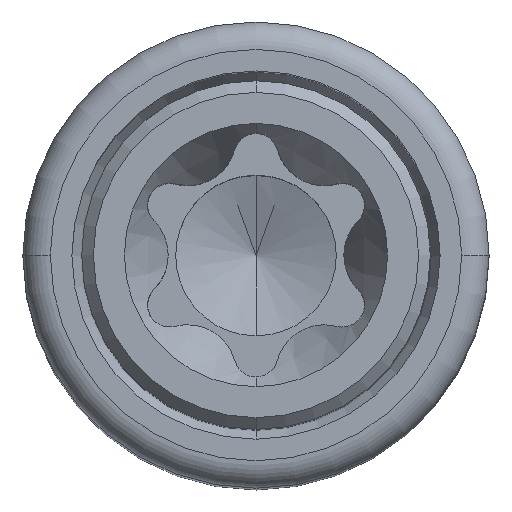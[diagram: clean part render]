
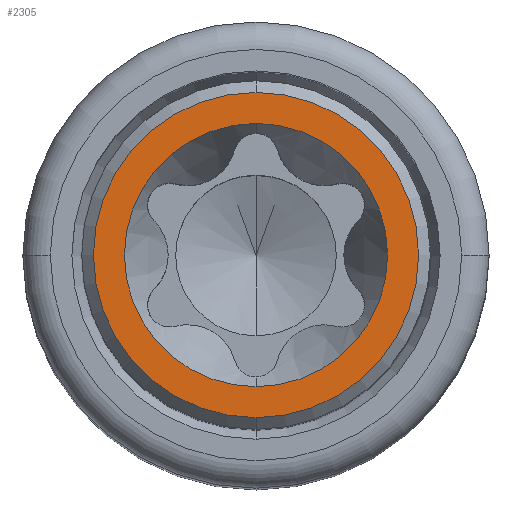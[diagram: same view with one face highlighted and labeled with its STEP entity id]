
A CAD part, top view. The second image highlights one B-rep face of the part: STEP entity #2305.
In plain terms, the highlighted planar face has unit normal (0, 0, 1).
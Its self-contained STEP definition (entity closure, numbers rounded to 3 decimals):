
#886=CARTESIAN_POINT('',(0.,0.,100.));
#887=DIRECTION('',(0.,0.,-1.));
#888=DIRECTION('',(0.,1.,0.));
#889=AXIS2_PLACEMENT_3D('',#886,#887,#888);
#891=CARTESIAN_POINT('',(0.,0.,100.));
#892=DIRECTION('',(0.,0.,-1.));
#893=DIRECTION('',(0.,-1.,0.));
#894=AXIS2_PLACEMENT_3D('',#891,#892,#893);
#896=CARTESIAN_POINT('',(0.,0.,100.));
#897=DIRECTION('',(0.,0.,1.));
#898=DIRECTION('',(0.,-1.,0.));
#899=AXIS2_PLACEMENT_3D('',#896,#897,#898);
#901=CARTESIAN_POINT('',(0.,0.,100.));
#902=DIRECTION('',(0.,0.,1.));
#903=DIRECTION('',(0.,1.,0.));
#904=AXIS2_PLACEMENT_3D('',#901,#902,#903);
#1246=CARTESIAN_POINT('',(0.,3.36,100.));
#1247=CARTESIAN_POINT('',(0.,-3.36,100.));
#1248=VERTEX_POINT('',#1246);
#1249=VERTEX_POINT('',#1247);
#1254=CARTESIAN_POINT('',(0.,-4.15,100.));
#1255=CARTESIAN_POINT('',(0.,4.15,100.));
#1256=VERTEX_POINT('',#1254);
#1257=VERTEX_POINT('',#1255);
#2289=CARTESIAN_POINT('',(0.,0.,100.));
#2290=DIRECTION('',(0.,0.,1.));
#2291=DIRECTION('',(0.,1.,0.));
#2292=AXIS2_PLACEMENT_3D('',#2289,#2290,#2291);
#2293=PLANE('',#2292);
#2295=ORIENTED_EDGE('',*,*,#2294,.F.);
#2296=ORIENTED_EDGE('',*,*,#2279,.F.);
#2297=EDGE_LOOP('',(#2295,#2296));
#2298=FACE_OUTER_BOUND('',#2297,.F.);
#2300=ORIENTED_EDGE('',*,*,#2299,.F.);
#2302=ORIENTED_EDGE('',*,*,#2301,.F.);
#2303=EDGE_LOOP('',(#2300,#2302));
#2304=FACE_BOUND('',#2303,.F.);
#2305=ADVANCED_FACE('',(#2298,#2304),#2293,.T.);
#890=CIRCLE('',#889,3.36);
#895=CIRCLE('',#894,3.36);
#900=CIRCLE('',#899,4.15);
#905=CIRCLE('',#904,4.15);
#2279=EDGE_CURVE('',#1257,#1256,#905,.T.);
#2294=EDGE_CURVE('',#1256,#1257,#900,.T.);
#2299=EDGE_CURVE('',#1248,#1249,#890,.T.);
#2301=EDGE_CURVE('',#1249,#1248,#895,.T.);
